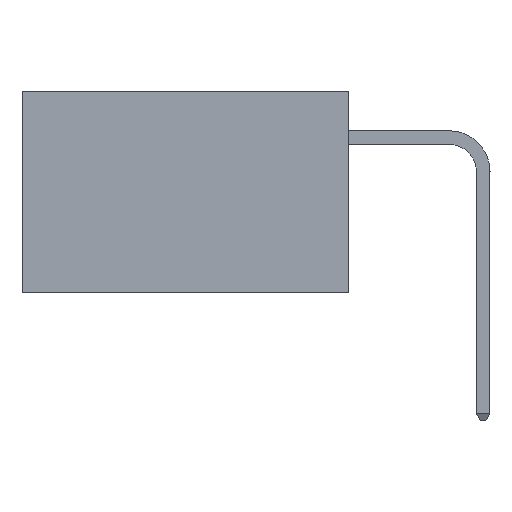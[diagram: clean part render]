
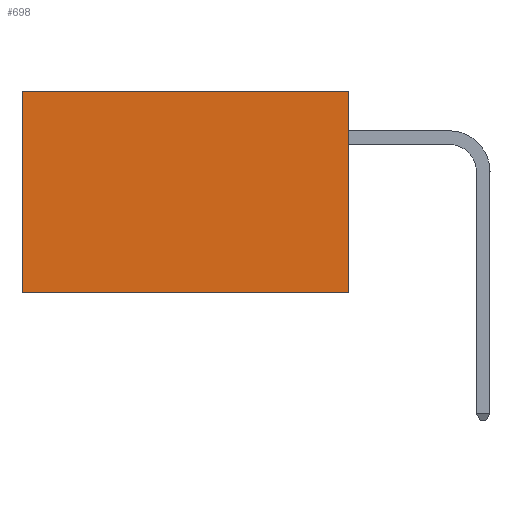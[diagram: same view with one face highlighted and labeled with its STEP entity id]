
A CAD part, left-side view. The second image highlights one B-rep face of the part: STEP entity #698.
In plain terms, the highlighted planar face has unit normal (-1, 0, 0).
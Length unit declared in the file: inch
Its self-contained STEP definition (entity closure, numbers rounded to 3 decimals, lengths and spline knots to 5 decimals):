
#698 = ADVANCED_FACE ( 'NONE', ( #36817 ), #25908, .F. ) ;
#1028 = EDGE_CURVE ( 'NONE', #36182, #36700, #16253, .T. ) ;
#1681 = ORIENTED_EDGE ( 'NONE', *, *, #21911, .F. ) ;
#2835 = CARTESIAN_POINT ( 'NONE',  ( 0.2875, 0., 0. ) ) ;
#6058 = VERTEX_POINT ( 'NONE', #32142 ) ;
#6872 = EDGE_CURVE ( 'NONE', #6058, #39338, #22323, .T. ) ;
#7734 = LINE ( 'NONE', #28405, #29321 ) ;
#8003 = VECTOR ( 'NONE', #26330, 39.37008 ) ;
#9588 = LINE ( 'NONE', #12132, #8003 ) ;
#10561 = CARTESIAN_POINT ( 'NONE',  ( 0.2875, 0.6, 0. ) ) ;
#11474 = DIRECTION ( 'NONE',  ( 0., 0., -1. ) ) ;
#12132 = CARTESIAN_POINT ( 'NONE',  ( 0.2875, 0., 0. ) ) ;
#12877 = ORIENTED_EDGE ( 'NONE', *, *, #1028, .T. ) ;
#13362 = CARTESIAN_POINT ( 'NONE',  ( 0.2875, 0., -0.37 ) ) ;
#13527 = EDGE_CURVE ( 'NONE', #36700, #39338, #7734, .T. ) ;
#13977 = ORIENTED_EDGE ( 'NONE', *, *, #13527, .T. ) ;
#16253 = LINE ( 'NONE', #33331, #17810 ) ;
#16679 = DIRECTION ( 'NONE',  ( 0., 1., 0. ) ) ;
#17709 = DIRECTION ( 'NONE',  ( 0., 1., 0. ) ) ;
#17810 = VECTOR ( 'NONE', #17709, 39.37008 ) ;
#21514 = CARTESIAN_POINT ( 'NONE',  ( 0.2875, 0., 0. ) ) ;
#21911 = EDGE_CURVE ( 'NONE', #36182, #6058, #9588, .T. ) ;
#22323 = LINE ( 'NONE', #13362, #24905 ) ;
#24905 = VECTOR ( 'NONE', #16679, 39.37008 ) ;
#25908 = PLANE ( 'NONE',  #37933 ) ;
#26330 = DIRECTION ( 'NONE',  ( 0., 0., -1. ) ) ;
#27940 = ORIENTED_EDGE ( 'NONE', *, *, #6872, .F. ) ;
#28405 = CARTESIAN_POINT ( 'NONE',  ( 0.2875, 0.6, 0. ) ) ;
#28817 = CARTESIAN_POINT ( 'NONE',  ( 0.2875, 0.6, -0.37 ) ) ;
#29321 = VECTOR ( 'NONE', #11474, 39.37008 ) ;
#32142 = CARTESIAN_POINT ( 'NONE',  ( 0.2875, 0., -0.37 ) ) ;
#32243 = DIRECTION ( 'NONE',  ( 1., 0., 0. ) ) ;
#32670 = DIRECTION ( 'NONE',  ( 0., 0., -1. ) ) ;
#33331 = CARTESIAN_POINT ( 'NONE',  ( 0.2875, 0., 0. ) ) ;
#36182 = VERTEX_POINT ( 'NONE', #21514 ) ;
#36700 = VERTEX_POINT ( 'NONE', #10561 ) ;
#36817 = FACE_OUTER_BOUND ( 'NONE', #37039, .T. ) ;
#37039 = EDGE_LOOP ( 'NONE', ( #13977, #27940, #1681, #12877 ) ) ;
#37933 = AXIS2_PLACEMENT_3D ( 'NONE', #2835, #32243, #32670 ) ;
#39338 = VERTEX_POINT ( 'NONE', #28817 ) ;
